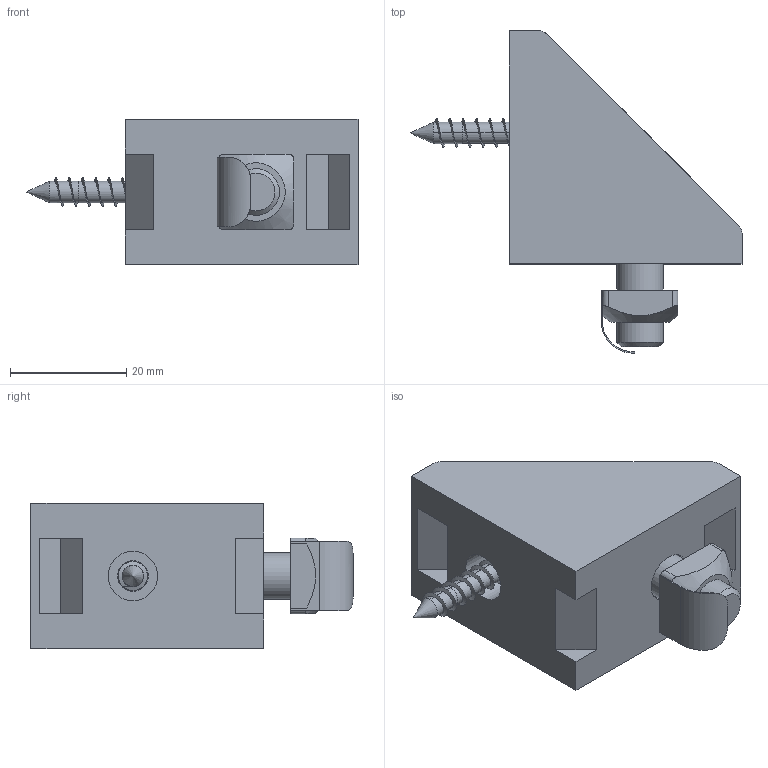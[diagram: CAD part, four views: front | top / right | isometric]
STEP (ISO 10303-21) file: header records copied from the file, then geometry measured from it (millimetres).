
FILE_DESCRIPTION(/* description */ ('incl. Befestigungsmaterial'),/* implementation_level */ '2;1');
FILE_NAME(/* name */ '00006918.stp',/* time_stamp */ '2025-01-16T07:37:36+01:00',/* author */ ('herz'),/* organization */ (''),/* preprocessor_version */ 'ST-DEVELOPER v20',/* originating_system */ 'Autodesk Inventor 2025',/* authorisation */ '');
FILE_SCHEMA (('AUTOMOTIVE_DESIGN { 1 0 10303 214 3 1 1 }'));
Length unit declared in the file: millimetre
Products named in the file (7): leer; 21-1351-2FZ.005; leer_1; leer_2; leer_3; leer_4; leer_5
Assembly tree (6 placements, depth 2):
  leer
    21-1351-2FZ.005
    leer_1
    leer_2
    leer_3
    leer_4
    leer_5
Bounding box: 57 x 55.31 x 25 mm (x, y, z)
Volume: 17066.6 mm3; surface area: 10822 mm2
Topology: 7 solids, 7 shells, 176 faces, 471 edges, 298 vertices
Faces by surface type: plane 93, cylinder 43, cone 29, torus 6, bspline 3, sphere 2
Full cylindrical faces by diameter (mm): 3.65 x8, 5.3 x1, 8 x2, 8.5 x2, 10 x2, 13 x1, 15 x1
Entity records: 7793 total; most frequent: CARTESIAN_POINT 3108, DIRECTION 907, ORIENTED_EDGE 906, EDGE_CURVE 453, AXIS2_PLACEMENT_3D 314, VERTEX_POINT 299, LINE 279, VECTOR 279
